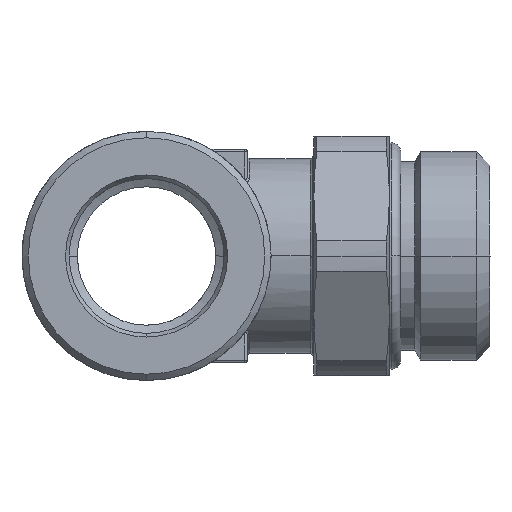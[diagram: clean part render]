
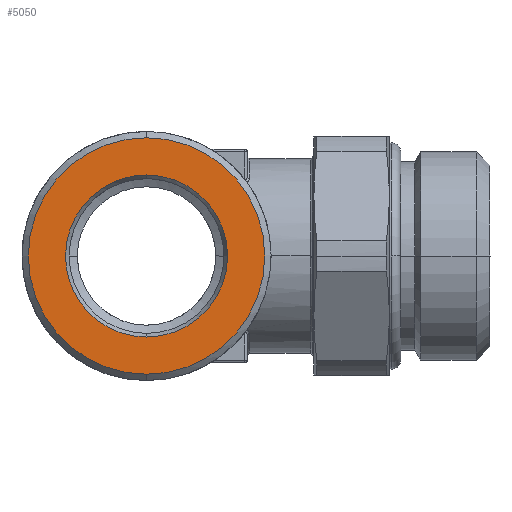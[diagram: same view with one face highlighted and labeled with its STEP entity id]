
A CAD part, left-side view. The second image highlights one B-rep face of the part: STEP entity #5050.
In plain terms, the highlighted planar face has unit normal (-1, 0, 0).
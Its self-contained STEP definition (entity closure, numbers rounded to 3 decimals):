
#3509=CARTESIAN_POINT('Vertex',(-32.,0.,9.4)) ;
#3512=CARTESIAN_POINT('Axis2P3D Location',(-32.,0.,0.)) ;
#3516=CARTESIAN_POINT('Vertex',(-32.,0.,-9.4)) ;
#3536=CARTESIAN_POINT('Axis2P3D Location',(-32.,0.,0.)) ;
#5002=CARTESIAN_POINT('Axis2P3D Location',(-32.,0.,0.)) ;
#5011=CARTESIAN_POINT('Axis2P3D Location',(-32.,0.,0.)) ;
#5015=CARTESIAN_POINT('Vertex',(-32.,0.,-6.439)) ;
#5017=CARTESIAN_POINT('Vertex',(-32.,0.,6.439)) ;
#5021=CARTESIAN_POINT('Control Point',(-32.,0.,-6.439)) ;
#5022=CARTESIAN_POINT('Control Point',(-32.,0.622,-6.439)) ;
#5023=CARTESIAN_POINT('Control Point',(-32.,1.243,-6.364)) ;
#5024=CARTESIAN_POINT('Control Point',(-32.,1.853,-6.214)) ;
#5025=CARTESIAN_POINT('Control Point',(-32.,3.023,-5.77)) ;
#5026=CARTESIAN_POINT('Control Point',(-32.,4.055,-5.06)) ;
#5027=CARTESIAN_POINT('Control Point',(-32.,4.525,-4.644)) ;
#5028=CARTESIAN_POINT('Control Point',(-32.,5.356,-3.707)) ;
#5029=CARTESIAN_POINT('Control Point',(-32.,5.94,-2.6)) ;
#5030=CARTESIAN_POINT('Control Point',(-32.,6.163,-2.013)) ;
#5031=CARTESIAN_POINT('Control Point',(-32.,6.465,-0.798)) ;
#5032=CARTESIAN_POINT('Control Point',(-32.,6.468,0.454)) ;
#5033=CARTESIAN_POINT('Control Point',(-32.,6.394,1.078)) ;
#5034=CARTESIAN_POINT('Control Point',(-32.,6.096,2.294)) ;
#5035=CARTESIAN_POINT('Control Point',(-32.,5.518,3.404)) ;
#5036=CARTESIAN_POINT('Control Point',(-32.,5.163,3.922)) ;
#5037=CARTESIAN_POINT('Control Point',(-32.,4.335,4.861)) ;
#5038=CARTESIAN_POINT('Control Point',(-32.,3.308,5.577)) ;
#5039=CARTESIAN_POINT('Control Point',(-32.,2.753,5.87)) ;
#5040=CARTESIAN_POINT('Control Point',(-32.,1.871,6.208)) ;
#5041=CARTESIAN_POINT('Control Point',(-32.,0.947,6.38)) ;
#5042=CARTESIAN_POINT('Control Point',(-32.,0.633,6.419)) ;
#5043=CARTESIAN_POINT('Control Point',(-32.,0.316,6.439)) ;
#5044=CARTESIAN_POINT('Control Point',(-32.,0.,6.439)) ;
#3513=DIRECTION('Axis2P3D Direction',(1.,0.,0.)) ;
#3537=DIRECTION('Axis2P3D Direction',(1.,0.,0.)) ;
#5003=DIRECTION('Axis2P3D Direction',(-1.,0.,0.)) ;
#5004=DIRECTION('Axis2P3D XDirection',(0.,0.,1.)) ;
#5012=DIRECTION('Axis2P3D Direction',(-1.,0.,0.)) ;
#3514=AXIS2_PLACEMENT_3D('Circle Axis2P3D',#3512,#3513,$) ;
#3538=AXIS2_PLACEMENT_3D('Circle Axis2P3D',#3536,#3537,$) ;
#5005=AXIS2_PLACEMENT_3D('Plane Axis2P3D',#5002,#5003,#5004) ;
#5013=AXIS2_PLACEMENT_3D('Circle Axis2P3D',#5011,#5012,$) ;
#5008=ORIENTED_EDGE('',*,*,#3540,.F.) ;
#5009=ORIENTED_EDGE('',*,*,#3518,.T.) ;
#5047=ORIENTED_EDGE('',*,*,#5019,.F.) ;
#5048=ORIENTED_EDGE('',*,*,#5045,.T.) ;
#5049=FACE_BOUND('',#5046,.T.) ;
#5050=ADVANCED_FACE('CN417B-12G38',(#5010,#5049),#5006,.T.) ;
#5020=B_SPLINE_CURVE_WITH_KNOTS('',5,(#5021,#5022,#5023,#5024,#5025,#5026,#5027,#5028,#5029,#5030,#5031,#5032,#5033,#5034,#5035,#5036,#5037,#5038,#5039,#5040,#5041,#5042,#5043,#5044),.UNSPECIFIED.,.F.,.U.,(6,3,3,3,3,3,3,6),(0.,4.395,8.79,13.185,17.58,21.975,26.37,28.606),.UNSPECIFIED.) ;
#3515=CIRCLE('generated circle',#3514,9.4) ;
#3539=CIRCLE('generated circle',#3538,9.4) ;
#5014=CIRCLE('generated circle',#5013,6.439) ;
#3518=EDGE_CURVE('',#3517,#3510,#3515,.F.) ;
#3540=EDGE_CURVE('',#3517,#3510,#3539,.T.) ;
#5019=EDGE_CURVE('',#5016,#5018,#5014,.T.) ;
#5045=EDGE_CURVE('',#5016,#5018,#5020,.T.) ;
#5007=EDGE_LOOP('',(#5008,#5009)) ;
#5046=EDGE_LOOP('',(#5047,#5048)) ;
#5010=FACE_OUTER_BOUND('',#5007,.T.) ;
#5006=PLANE('',#5005) ;
#3510=VERTEX_POINT('',#3509) ;
#3517=VERTEX_POINT('',#3516) ;
#5016=VERTEX_POINT('',#5015) ;
#5018=VERTEX_POINT('',#5017) ;
